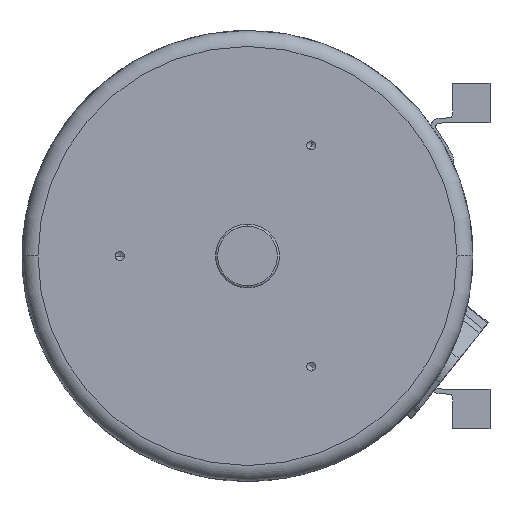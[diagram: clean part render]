
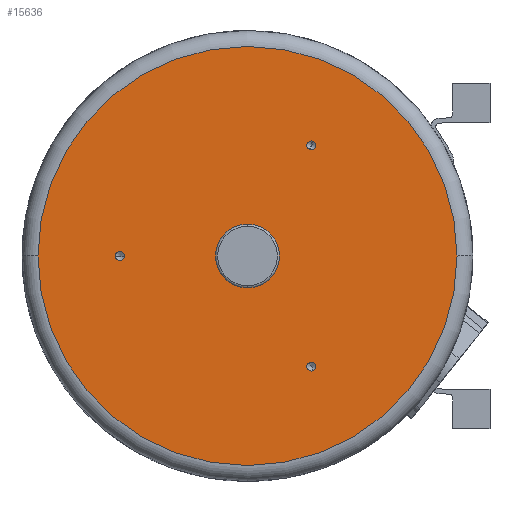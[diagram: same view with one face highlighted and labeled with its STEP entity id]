
A CAD part, left-side view. The second image highlights one B-rep face of the part: STEP entity #15636.
In plain terms, the highlighted planar face has unit normal (-1, 0, 0).
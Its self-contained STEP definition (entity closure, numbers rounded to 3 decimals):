
#1=CARTESIAN_POINT('',(-204.,120.,0.));
#2=DIRECTION('',(-1.,0.,0.));
#3=DIRECTION('',(0.,1.,0.));
#4=AXIS2_PLACEMENT_3D('',#1,#2,#3);
#6=CARTESIAN_POINT('',(-204.,120.,0.));
#7=DIRECTION('',(-1.,0.,0.));
#8=DIRECTION('',(0.,-1.,0.));
#9=AXIS2_PLACEMENT_3D('',#6,#7,#8);
#11=CARTESIAN_POINT('',(-204.,-60.,103.923));
#12=DIRECTION('',(-1.,0.,0.));
#13=DIRECTION('',(0.,-0.5,0.866));
#14=AXIS2_PLACEMENT_3D('',#11,#12,#13);
#16=CARTESIAN_POINT('',(-204.,-60.,103.923));
#17=DIRECTION('',(-1.,0.,0.));
#18=DIRECTION('',(0.,0.5,-0.866));
#19=AXIS2_PLACEMENT_3D('',#16,#17,#18);
#21=CARTESIAN_POINT('',(-204.,-60.,-103.923));
#22=DIRECTION('',(-1.,0.,0.));
#23=DIRECTION('',(0.,-0.5,-0.866));
#24=AXIS2_PLACEMENT_3D('',#21,#22,#23);
#26=CARTESIAN_POINT('',(-204.,-60.,-103.923));
#27=DIRECTION('',(-1.,0.,0.));
#28=DIRECTION('',(0.,0.5,0.866));
#29=AXIS2_PLACEMENT_3D('',#26,#27,#28);
#31=CARTESIAN_POINT('',(-204.,0.,0.));
#32=DIRECTION('',(-1.,0.,0.));
#33=DIRECTION('',(0.,0.,1.));
#34=AXIS2_PLACEMENT_3D('',#31,#32,#33);
#36=CARTESIAN_POINT('',(-204.,0.,0.));
#37=DIRECTION('',(-1.,0.,0.));
#38=DIRECTION('',(0.,0.,-1.));
#39=AXIS2_PLACEMENT_3D('',#36,#37,#38);
#41=CARTESIAN_POINT('',(-204.,0.,0.));
#42=DIRECTION('',(-1.,0.,0.));
#43=DIRECTION('',(0.,-1.,0.));
#44=AXIS2_PLACEMENT_3D('',#41,#42,#43);
#46=CARTESIAN_POINT('',(-204.,0.,0.));
#47=DIRECTION('',(-1.,0.,0.));
#48=DIRECTION('',(0.,1.,0.));
#49=AXIS2_PLACEMENT_3D('',#46,#47,#48);
#12825=CARTESIAN_POINT('',(-204.,124.25,0.));
#12826=CARTESIAN_POINT('',(-204.,115.75,0.));
#12827=VERTEX_POINT('',#12825);
#12828=VERTEX_POINT('',#12826);
#12835=CARTESIAN_POINT('',(-204.,-62.125,107.604));
#12836=CARTESIAN_POINT('',(-204.,-57.875,100.242));
#12837=VERTEX_POINT('',#12835);
#12838=VERTEX_POINT('',#12836);
#12845=CARTESIAN_POINT('',(-204.,-62.125,-107.604));
#12846=CARTESIAN_POINT('',(-204.,-57.875,-100.242));
#12847=VERTEX_POINT('',#12845);
#12848=VERTEX_POINT('',#12846);
#12859=CARTESIAN_POINT('',(-204.,0.,30.));
#12860=CARTESIAN_POINT('',(-204.,0.,-30.));
#12861=VERTEX_POINT('',#12859);
#12862=VERTEX_POINT('',#12860);
#14997=CARTESIAN_POINT('',(-204.,-197.,0.));
#14998=CARTESIAN_POINT('',(-204.,197.,0.));
#14999=VERTEX_POINT('',#14997);
#15000=VERTEX_POINT('',#14998);
#15601=CARTESIAN_POINT('',(-204.,0.,0.));
#15602=DIRECTION('',(1.,0.,0.));
#15603=DIRECTION('',(0.,-1.,0.));
#15604=AXIS2_PLACEMENT_3D('',#15601,#15602,#15603);
#15605=PLANE('',#15604);
#15607=ORIENTED_EDGE('',*,*,#15606,.F.);
#15609=ORIENTED_EDGE('',*,*,#15608,.F.);
#15610=EDGE_LOOP('',(#15607,#15609));
#15611=FACE_OUTER_BOUND('',#15610,.F.);
#15613=ORIENTED_EDGE('',*,*,#15612,.T.);
#15615=ORIENTED_EDGE('',*,*,#15614,.T.);
#15616=EDGE_LOOP('',(#15613,#15615));
#15617=FACE_BOUND('',#15616,.F.);
#15619=ORIENTED_EDGE('',*,*,#15618,.T.);
#15621=ORIENTED_EDGE('',*,*,#15620,.T.);
#15622=EDGE_LOOP('',(#15619,#15621));
#15623=FACE_BOUND('',#15622,.F.);
#15625=ORIENTED_EDGE('',*,*,#15624,.T.);
#15627=ORIENTED_EDGE('',*,*,#15626,.T.);
#15628=EDGE_LOOP('',(#15625,#15627));
#15629=FACE_BOUND('',#15628,.F.);
#15631=ORIENTED_EDGE('',*,*,#15630,.T.);
#15633=ORIENTED_EDGE('',*,*,#15632,.T.);
#15634=EDGE_LOOP('',(#15631,#15633));
#15635=FACE_BOUND('',#15634,.F.);
#15636=ADVANCED_FACE('',(#15611,#15617,#15623,#15629,#15635),#15605,.F.);
#5=CIRCLE('',#4,4.25);
#10=CIRCLE('',#9,4.25);
#15=CIRCLE('',#14,4.25);
#20=CIRCLE('',#19,4.25);
#25=CIRCLE('',#24,4.25);
#30=CIRCLE('',#29,4.25);
#35=CIRCLE('',#34,30.);
#40=CIRCLE('',#39,30.);
#45=CIRCLE('',#44,197.);
#50=CIRCLE('',#49,197.);
#15606=EDGE_CURVE('',#14999,#15000,#45,.T.);
#15608=EDGE_CURVE('',#15000,#14999,#50,.T.);
#15612=EDGE_CURVE('',#12837,#12838,#15,.T.);
#15614=EDGE_CURVE('',#12838,#12837,#20,.T.);
#15618=EDGE_CURVE('',#12847,#12848,#25,.T.);
#15620=EDGE_CURVE('',#12848,#12847,#30,.T.);
#15624=EDGE_CURVE('',#12861,#12862,#35,.T.);
#15626=EDGE_CURVE('',#12862,#12861,#40,.T.);
#15630=EDGE_CURVE('',#12827,#12828,#5,.T.);
#15632=EDGE_CURVE('',#12828,#12827,#10,.T.);
